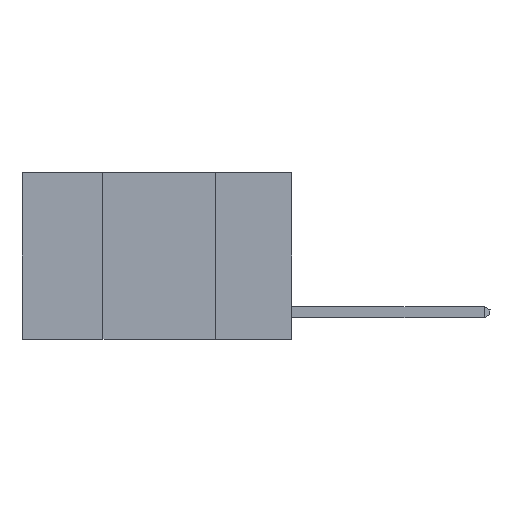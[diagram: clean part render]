
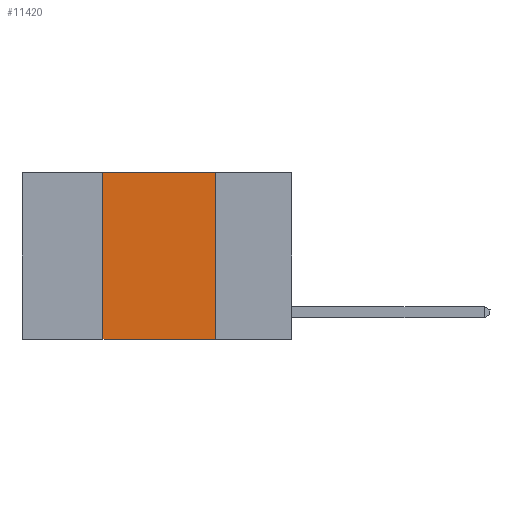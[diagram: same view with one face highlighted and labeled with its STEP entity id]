
A CAD part, left-side view. The second image highlights one B-rep face of the part: STEP entity #11420.
In plain terms, the highlighted planar face has unit normal (-1, 0, 0).
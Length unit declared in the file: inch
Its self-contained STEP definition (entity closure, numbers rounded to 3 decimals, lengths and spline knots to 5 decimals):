
#338 = CARTESIAN_POINT ( 'NONE',  ( 0., 0.17, -0.37 ) ) ;
#940 = PLANE ( 'NONE',  #5463 ) ;
#958 = EDGE_CURVE ( 'NONE', #5853, #8649, #10914, .T. ) ;
#1174 = EDGE_CURVE ( 'NONE', #8795, #5853, #5151, .T. ) ;
#1208 = ORIENTED_EDGE ( 'NONE', *, *, #958, .F. ) ;
#1536 = ORIENTED_EDGE ( 'NONE', *, *, #11589, .T. ) ;
#2031 = CARTESIAN_POINT ( 'NONE',  ( 0., 0.6, 0. ) ) ;
#2107 = CARTESIAN_POINT ( 'NONE',  ( 0., 0.17, 0. ) ) ;
#2315 = DIRECTION ( 'NONE',  ( 0., -1., 0. ) ) ;
#2912 = EDGE_CURVE ( 'NONE', #8649, #11085, #13395, .T. ) ;
#3117 = DIRECTION ( 'NONE',  ( 1., 0., 0. ) ) ;
#3519 = VECTOR ( 'NONE', #12999, 39.37008 ) ;
#5151 = LINE ( 'NONE', #7313, #10417 ) ;
#5463 = AXIS2_PLACEMENT_3D ( 'NONE', #2031, #3117, #10489 ) ;
#5853 = VERTEX_POINT ( 'NONE', #9394 ) ;
#6456 = EDGE_LOOP ( 'NONE', ( #6969, #1208, #8655, #1536 ) ) ;
#6969 = ORIENTED_EDGE ( 'NONE', *, *, #2912, .F. ) ;
#7313 = CARTESIAN_POINT ( 'NONE',  ( 0., 0.42, 0. ) ) ;
#7455 = DIRECTION ( 'NONE',  ( 0., 0., 1. ) ) ;
#7633 = FACE_OUTER_BOUND ( 'NONE', #6456, .T. ) ;
#8113 = VECTOR ( 'NONE', #2315, 39.37008 ) ;
#8597 = CARTESIAN_POINT ( 'NONE',  ( 0., 0.6, -0.37 ) ) ;
#8649 = VERTEX_POINT ( 'NONE', #2107 ) ;
#8655 = ORIENTED_EDGE ( 'NONE', *, *, #1174, .F. ) ;
#8795 = VERTEX_POINT ( 'NONE', #10772 ) ;
#9039 = DIRECTION ( 'NONE',  ( 0., 0., -1. ) ) ;
#9152 = CARTESIAN_POINT ( 'NONE',  ( 0., 0.17, 0. ) ) ;
#9394 = CARTESIAN_POINT ( 'NONE',  ( 0., 0.42, 0. ) ) ;
#10417 = VECTOR ( 'NONE', #7455, 39.37008 ) ;
#10489 = DIRECTION ( 'NONE',  ( 0., 0., -1. ) ) ;
#10772 = CARTESIAN_POINT ( 'NONE',  ( 0., 0.42, -0.37 ) ) ;
#10911 = LINE ( 'NONE', #8597, #8113 ) ;
#10914 = LINE ( 'NONE', #12792, #3519 ) ;
#11085 = VERTEX_POINT ( 'NONE', #338 ) ;
#11420 = ADVANCED_FACE ( 'NONE', ( #7633 ), #940, .F. ) ;
#11589 = EDGE_CURVE ( 'NONE', #8795, #11085, #10911, .T. ) ;
#12792 = CARTESIAN_POINT ( 'NONE',  ( 0., 0.6, 0. ) ) ;
#12999 = DIRECTION ( 'NONE',  ( 0., -1., 0. ) ) ;
#13087 = VECTOR ( 'NONE', #9039, 39.37008 ) ;
#13395 = LINE ( 'NONE', #9152, #13087 ) ;
